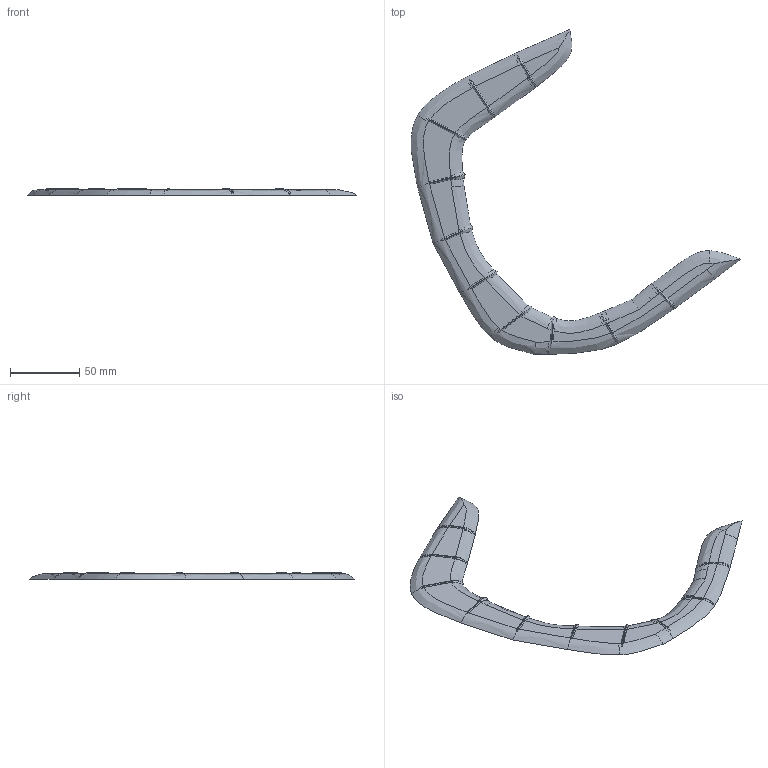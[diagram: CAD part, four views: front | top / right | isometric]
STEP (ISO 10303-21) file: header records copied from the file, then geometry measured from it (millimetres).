
FILE_DESCRIPTION(/* description */ (''),/* implementation_level */ '2;1');
FILE_NAME(/* name */ 'Curbs.step',/* time_stamp */ '2024-10-18T20:13:47+02:00',/* author */ (''),/* organization */ (''),/* preprocessor_version */ 'ST-DEVELOPER v20',/* originating_system */ 'Autodesk Translation Framework v13.20.0.188',/* authorisation */ '');
FILE_SCHEMA (('AUTOMOTIVE_DESIGN { 1 0 10303 214 3 1 1 }'));
Length unit declared in the file: millimetre
Products named in the file (1): Curbs (12)
Bounding box: 238.4 x 234.86 x 4.42 mm (x, y, z)
Volume: 41631.6 mm3; surface area: 26889.5 mm2
Topology: 1 solids, 1 shells, 149 faces, 401 edges, 254 vertices
Faces by surface type: plane 53, cone 40, bspline 36, cylinder 20
Entity records: 7188 total; most frequent: CARTESIAN_POINT 3792, ORIENTED_EDGE 802, DIRECTION 533, EDGE_CURVE 401, VERTEX_POINT 254, AXIS2_PLACEMENT_3D 206, B_SPLINE_CURVE_WITH_KNOTS 160, FACE_OUTER_BOUND 149
